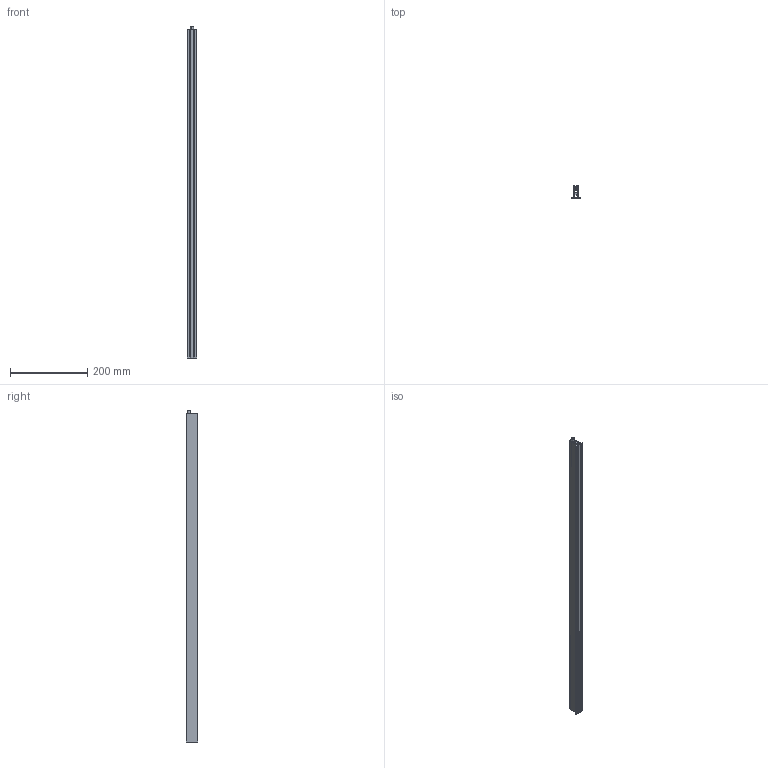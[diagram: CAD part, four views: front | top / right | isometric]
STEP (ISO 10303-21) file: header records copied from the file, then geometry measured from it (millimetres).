
FILE_DESCRIPTION (( 'STEP AP203' ), '1' );
FILE_NAME ('FT850.STEP', '2024-11-27T15:57:34', ( '' ), ( '' ), 'SwSTEP 2.0', 'SolidWorks 2023', '' );
FILE_SCHEMA (( 'CONFIG_CONTROL_DESIGN' ));
Length unit declared in the file: millimetre
Products named in the file (4): Betätigungsteil_FT; Aussengehäuse_FT_850; FT850; Innengeometrie_FT_850
Assembly tree (3 placements, depth 2):
  FT850
    Aussengehäuse_FT_850
    Betätigungsteil_FT
    Innengeometrie_FT_850
Bounding box: 25 x 31 x 858 mm (x, y, z)
Volume: 169047.8 mm3; surface area: 273795.3 mm2
Topology: 16 solids, 16 shells, 628 faces, 1780 edges, 1186 vertices
Faces by surface type: plane 317, bspline 282, cylinder 27, torus 2
Entity records: 34044 total; most frequent: CARTESIAN_POINT 19082, ORIENTED_EDGE 3560, DIRECTION 1980, EDGE_CURVE 1780, VERTEX_POINT 1186, LINE 1156, VECTOR 1156, EDGE_LOOP 710
